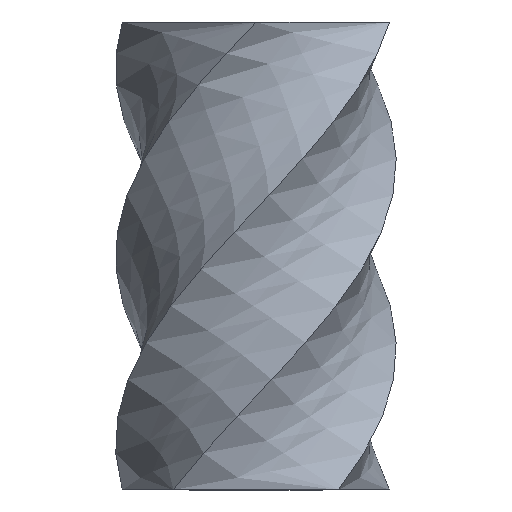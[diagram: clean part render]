
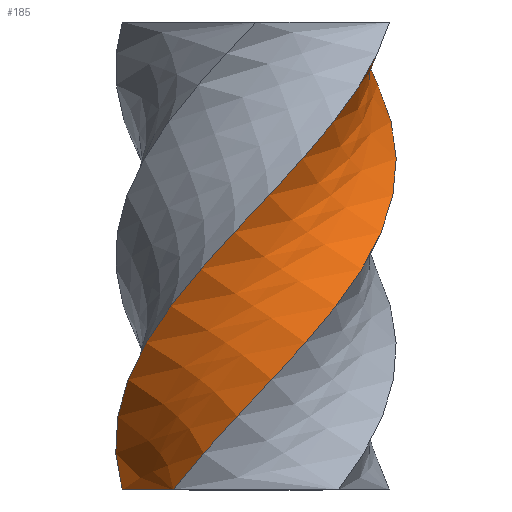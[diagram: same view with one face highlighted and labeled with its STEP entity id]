
A CAD part, left-side view. The second image highlights one B-rep face of the part: STEP entity #185.
In plain terms, the highlighted free-form (B-spline) face has degree [1, 8] with [2, 9] control points.
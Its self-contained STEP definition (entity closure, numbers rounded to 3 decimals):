
#38 = B_SPLINE_SURFACE_WITH_KNOTS('',1,8,(
    (#39,#40,#41,#42,#43,#44,#45,#46,#47)
    ,(#48,#49,#50,#51,#52,#53,#54,#55,#56
    )),.UNSPECIFIED.,.F.,.F.,.F.,(2,2),(9,9),(0.,8.817),(0.,
    3.297),.PIECEWISE_BEZIER_KNOTS.);
#39 = CARTESIAN_POINT('',(7.5,0.,0.));
#40 = CARTESIAN_POINT('',(7.5,2.945,3.125));
#41 = CARTESIAN_POINT('',(6.178,5.89,6.25));
#42 = CARTESIAN_POINT('',(3.536,8.143,9.375));
#43 = CARTESIAN_POINT('',(0.,9.013,
    12.5));
#44 = CARTESIAN_POINT('',(-3.536,8.143,15.625
    ));
#45 = CARTESIAN_POINT('',(-6.178,5.89,18.75
    ));
#46 = CARTESIAN_POINT('',(-7.5,2.945,21.875)
  );
#47 = CARTESIAN_POINT('',(-7.5,0.,25.));
#48 = CARTESIAN_POINT('',(2.318,7.133,0.));
#49 = CARTESIAN_POINT('',(-0.483,8.043,3.125)
  );
#50 = CARTESIAN_POINT('',(-3.693,7.696,6.25)
  );
#51 = CARTESIAN_POINT('',(-6.652,5.879,9.375)
  );
#52 = CARTESIAN_POINT('',(-8.572,2.785,12.5
    ));
#53 = CARTESIAN_POINT('',(-8.837,-0.846,
    15.625));
#54 = CARTESIAN_POINT('',(-7.511,-4.056,18.75
    ));
#55 = CARTESIAN_POINT('',(-5.119,-6.223,
    21.875));
#56 = CARTESIAN_POINT('',(-2.318,-7.133,
    25.));
#90 = VERTEX_POINT('',#91);
#91 = CARTESIAN_POINT('',(2.318,7.133,0.));
#104 = PLANE('',#105);
#105 = AXIS2_PLACEMENT_3D('',#106,#107,#108);
#106 = CARTESIAN_POINT('',(0.,0.,0.));
#107 = DIRECTION('',(0.,0.,1.));
#108 = DIRECTION('',(1.,0.,0.));
#115 = EDGE_CURVE('',#90,#116,#118,.T.);
#116 = VERTEX_POINT('',#117);
#117 = CARTESIAN_POINT('',(-2.318,-7.133,
    25.));
#118 = SURFACE_CURVE('',#119,(#129,#136),.PCURVE_S1.);
#119 = B_SPLINE_CURVE_WITH_KNOTS('',8,(#120,#121,#122,#123,#124,#125,
    #126,#127,#128),.UNSPECIFIED.,.F.,.F.,(9,9),(0.,3.297),
  .PIECEWISE_BEZIER_KNOTS.);
#120 = CARTESIAN_POINT('',(2.318,7.133,0.));
#121 = CARTESIAN_POINT('',(-0.483,8.043,3.125
    ));
#122 = CARTESIAN_POINT('',(-3.693,7.696,6.25
    ));
#123 = CARTESIAN_POINT('',(-6.652,5.879,9.375
    ));
#124 = CARTESIAN_POINT('',(-8.572,2.785,
    12.5));
#125 = CARTESIAN_POINT('',(-8.837,-0.846,
    15.625));
#126 = CARTESIAN_POINT('',(-7.511,-4.056,
    18.75));
#127 = CARTESIAN_POINT('',(-5.119,-6.223,
    21.875));
#128 = CARTESIAN_POINT('',(-2.318,-7.133,
    25.));
#129 = PCURVE('',#38,#130);
#130 = DEFINITIONAL_REPRESENTATION('',(#131),#135);
#131 = LINE('',#132,#133);
#132 = CARTESIAN_POINT('',(8.817,0.));
#133 = VECTOR('',#134,1.);
#134 = DIRECTION('',(0.,1.));
#135 = ( GEOMETRIC_REPRESENTATION_CONTEXT(2) 
PARAMETRIC_REPRESENTATION_CONTEXT() REPRESENTATION_CONTEXT('2D SPACE',''
  ) );
#136 = PCURVE('',#137,#156);
#137 = B_SPLINE_SURFACE_WITH_KNOTS('',1,8,(
    (#138,#139,#140,#141,#142,#143,#144,#145,#146)
    ,(#147,#148,#149,#150,#151,#152,#153,#154,#155
  )),.UNSPECIFIED.,.F.,.F.,.F.,(2,2),(9,9),(0.,8.817),(0.,
    3.297),.PIECEWISE_BEZIER_KNOTS.);
#138 = CARTESIAN_POINT('',(2.318,7.133,0.));
#139 = CARTESIAN_POINT('',(-0.483,8.043,3.125
    ));
#140 = CARTESIAN_POINT('',(-3.693,7.696,6.25
    ));
#141 = CARTESIAN_POINT('',(-6.652,5.879,9.375
    ));
#142 = CARTESIAN_POINT('',(-8.572,2.785,
    12.5));
#143 = CARTESIAN_POINT('',(-8.837,-0.846,
    15.625));
#144 = CARTESIAN_POINT('',(-7.511,-4.056,
    18.75));
#145 = CARTESIAN_POINT('',(-5.119,-6.223,
    21.875));
#146 = CARTESIAN_POINT('',(-2.318,-7.133,
    25.));
#147 = CARTESIAN_POINT('',(-6.068,4.408,0.));
#148 = CARTESIAN_POINT('',(-7.799,2.026,3.125
    ));
#149 = CARTESIAN_POINT('',(-8.461,-1.134,
    6.25));
#150 = CARTESIAN_POINT('',(-7.647,-4.51,
    9.375));
#151 = CARTESIAN_POINT('',(-5.298,-7.292,
    12.5));
#152 = CARTESIAN_POINT('',(-1.926,-8.666,
    15.625));
#153 = CARTESIAN_POINT('',(1.536,-8.397,18.75
    ));
#154 = CARTESIAN_POINT('',(4.336,-6.791,
    21.875));
#155 = CARTESIAN_POINT('',(6.068,-4.408,25.)
  );
#156 = DEFINITIONAL_REPRESENTATION('',(#157),#160);
#157 = B_SPLINE_CURVE_WITH_KNOTS('',1,(#158,#159),.UNSPECIFIED.,.F.,.F.,
  (2,2),(0.,3.297),.PIECEWISE_BEZIER_KNOTS.);
#158 = CARTESIAN_POINT('',(0.,0.));
#159 = CARTESIAN_POINT('',(0.,3.297));
#160 = ( GEOMETRIC_REPRESENTATION_CONTEXT(2) 
PARAMETRIC_REPRESENTATION_CONTEXT() REPRESENTATION_CONTEXT('2D SPACE',''
  ) );
#175 = PLANE('',#176);
#176 = AXIS2_PLACEMENT_3D('',#177,#178,#179);
#177 = CARTESIAN_POINT('',(0.,0.,
    25.));
#178 = DIRECTION('',(0.,0.,1.));
#179 = DIRECTION('',(1.,0.,0.));
#185 = ADVANCED_FACE('',(#186),#137,.T.);
#186 = FACE_BOUND('',#187,.T.);
#187 = EDGE_LOOP('',(#188,#189,#210,#257));
#188 = ORIENTED_EDGE('',*,*,#115,.F.);
#189 = ORIENTED_EDGE('',*,*,#190,.T.);
#190 = EDGE_CURVE('',#90,#191,#193,.T.);
#191 = VERTEX_POINT('',#192);
#192 = CARTESIAN_POINT('',(-6.068,4.408,0.));
#193 = SURFACE_CURVE('',#194,(#197,#204),.PCURVE_S1.);
#194 = B_SPLINE_CURVE_WITH_KNOTS('',1,(#195,#196),.UNSPECIFIED.,.F.,.F.,
  (2,2),(0.,8.817),.PIECEWISE_BEZIER_KNOTS.);
#195 = CARTESIAN_POINT('',(2.318,7.133,0.));
#196 = CARTESIAN_POINT('',(-6.068,4.408,0.));
#197 = PCURVE('',#137,#198);
#198 = DEFINITIONAL_REPRESENTATION('',(#199),#203);
#199 = LINE('',#200,#201);
#200 = CARTESIAN_POINT('',(0.,0.));
#201 = VECTOR('',#202,1.);
#202 = DIRECTION('',(1.,0.));
#203 = ( GEOMETRIC_REPRESENTATION_CONTEXT(2) 
PARAMETRIC_REPRESENTATION_CONTEXT() REPRESENTATION_CONTEXT('2D SPACE',''
  ) );
#204 = PCURVE('',#104,#205);
#205 = DEFINITIONAL_REPRESENTATION('',(#206),#209);
#206 = B_SPLINE_CURVE_WITH_KNOTS('',1,(#207,#208),.UNSPECIFIED.,.F.,.F.,
  (2,2),(0.,8.817),.PIECEWISE_BEZIER_KNOTS.);
#207 = CARTESIAN_POINT('',(2.318,7.133));
#208 = CARTESIAN_POINT('',(-6.068,4.408));
#209 = ( GEOMETRIC_REPRESENTATION_CONTEXT(2) 
PARAMETRIC_REPRESENTATION_CONTEXT() REPRESENTATION_CONTEXT('2D SPACE',''
  ) );
#210 = ORIENTED_EDGE('',*,*,#211,.T.);
#211 = EDGE_CURVE('',#191,#212,#214,.T.);
#212 = VERTEX_POINT('',#213);
#213 = CARTESIAN_POINT('',(6.068,-4.408,25.)
  );
#214 = SURFACE_CURVE('',#215,(#225,#232),.PCURVE_S1.);
#215 = B_SPLINE_CURVE_WITH_KNOTS('',8,(#216,#217,#218,#219,#220,#221,
    #222,#223,#224),.UNSPECIFIED.,.F.,.F.,(9,9),(0.,3.297),
  .PIECEWISE_BEZIER_KNOTS.);
#216 = CARTESIAN_POINT('',(-6.068,4.408,0.));
#217 = CARTESIAN_POINT('',(-7.799,2.026,3.125
    ));
#218 = CARTESIAN_POINT('',(-8.461,-1.134,
    6.25));
#219 = CARTESIAN_POINT('',(-7.647,-4.51,
    9.375));
#220 = CARTESIAN_POINT('',(-5.298,-7.292,
    12.5));
#221 = CARTESIAN_POINT('',(-1.926,-8.666,
    15.625));
#222 = CARTESIAN_POINT('',(1.536,-8.397,18.75
    ));
#223 = CARTESIAN_POINT('',(4.336,-6.791,
    21.875));
#224 = CARTESIAN_POINT('',(6.068,-4.408,25.)
  );
#225 = PCURVE('',#137,#226);
#226 = DEFINITIONAL_REPRESENTATION('',(#227),#231);
#227 = LINE('',#228,#229);
#228 = CARTESIAN_POINT('',(8.817,0.));
#229 = VECTOR('',#230,1.);
#230 = DIRECTION('',(0.,1.));
#231 = ( GEOMETRIC_REPRESENTATION_CONTEXT(2) 
PARAMETRIC_REPRESENTATION_CONTEXT() REPRESENTATION_CONTEXT('2D SPACE',''
  ) );
#232 = PCURVE('',#233,#252);
#233 = B_SPLINE_SURFACE_WITH_KNOTS('',1,8,(
    (#234,#235,#236,#237,#238,#239,#240,#241,#242)
    ,(#243,#244,#245,#246,#247,#248,#249,#250,#251
  )),.UNSPECIFIED.,.F.,.F.,.F.,(2,2),(9,9),(0.,8.817),(0.,
    3.297),.PIECEWISE_BEZIER_KNOTS.);
#234 = CARTESIAN_POINT('',(-6.068,4.408,0.));
#235 = CARTESIAN_POINT('',(-7.799,2.026,3.125
    ));
#236 = CARTESIAN_POINT('',(-8.461,-1.134,
    6.25));
#237 = CARTESIAN_POINT('',(-7.647,-4.51,
    9.375));
#238 = CARTESIAN_POINT('',(-5.298,-7.292,
    12.5));
#239 = CARTESIAN_POINT('',(-1.926,-8.666,
    15.625));
#240 = CARTESIAN_POINT('',(1.536,-8.397,18.75
    ));
#241 = CARTESIAN_POINT('',(4.336,-6.791,
    21.875));
#242 = CARTESIAN_POINT('',(6.068,-4.408,25.)
  );
#243 = CARTESIAN_POINT('',(-6.068,-4.408,0.));
#244 = CARTESIAN_POINT('',(-4.336,-6.791,
    3.125));
#245 = CARTESIAN_POINT('',(-1.536,-8.397,
    6.25));
#246 = CARTESIAN_POINT('',(1.926,-8.666,9.375
    ));
#247 = CARTESIAN_POINT('',(5.298,-7.292,
    12.5));
#248 = CARTESIAN_POINT('',(7.647,-4.51,
    15.625));
#249 = CARTESIAN_POINT('',(8.461,-1.134,18.75
    ));
#250 = CARTESIAN_POINT('',(7.799,2.026,21.875
    ));
#251 = CARTESIAN_POINT('',(6.068,4.408,25.)
  );
#252 = DEFINITIONAL_REPRESENTATION('',(#253),#256);
#253 = B_SPLINE_CURVE_WITH_KNOTS('',1,(#254,#255),.UNSPECIFIED.,.F.,.F.,
  (2,2),(0.,3.297),.PIECEWISE_BEZIER_KNOTS.);
#254 = CARTESIAN_POINT('',(0.,0.));
#255 = CARTESIAN_POINT('',(0.,3.297));
#256 = ( GEOMETRIC_REPRESENTATION_CONTEXT(2) 
PARAMETRIC_REPRESENTATION_CONTEXT() REPRESENTATION_CONTEXT('2D SPACE',''
  ) );
#257 = ORIENTED_EDGE('',*,*,#258,.F.);
#258 = EDGE_CURVE('',#116,#212,#259,.T.);
#259 = SURFACE_CURVE('',#260,(#263,#270),.PCURVE_S1.);
#260 = B_SPLINE_CURVE_WITH_KNOTS('',1,(#261,#262),.UNSPECIFIED.,.F.,.F.,
  (2,2),(0.,8.817),.PIECEWISE_BEZIER_KNOTS.);
#261 = CARTESIAN_POINT('',(-2.318,-7.133,
    25.));
#262 = CARTESIAN_POINT('',(6.068,-4.408,25.)
  );
#263 = PCURVE('',#137,#264);
#264 = DEFINITIONAL_REPRESENTATION('',(#265),#269);
#265 = LINE('',#266,#267);
#266 = CARTESIAN_POINT('',(0.,3.297));
#267 = VECTOR('',#268,1.);
#268 = DIRECTION('',(1.,0.));
#269 = ( GEOMETRIC_REPRESENTATION_CONTEXT(2) 
PARAMETRIC_REPRESENTATION_CONTEXT() REPRESENTATION_CONTEXT('2D SPACE',''
  ) );
#270 = PCURVE('',#175,#271);
#271 = DEFINITIONAL_REPRESENTATION('',(#272),#275);
#272 = B_SPLINE_CURVE_WITH_KNOTS('',1,(#273,#274),.UNSPECIFIED.,.F.,.F.,
  (2,2),(0.,8.817),.PIECEWISE_BEZIER_KNOTS.);
#273 = CARTESIAN_POINT('',(-2.318,-7.133));
#274 = CARTESIAN_POINT('',(6.068,-4.408));
#275 = ( GEOMETRIC_REPRESENTATION_CONTEXT(2) 
PARAMETRIC_REPRESENTATION_CONTEXT() REPRESENTATION_CONTEXT('2D SPACE',''
  ) );
